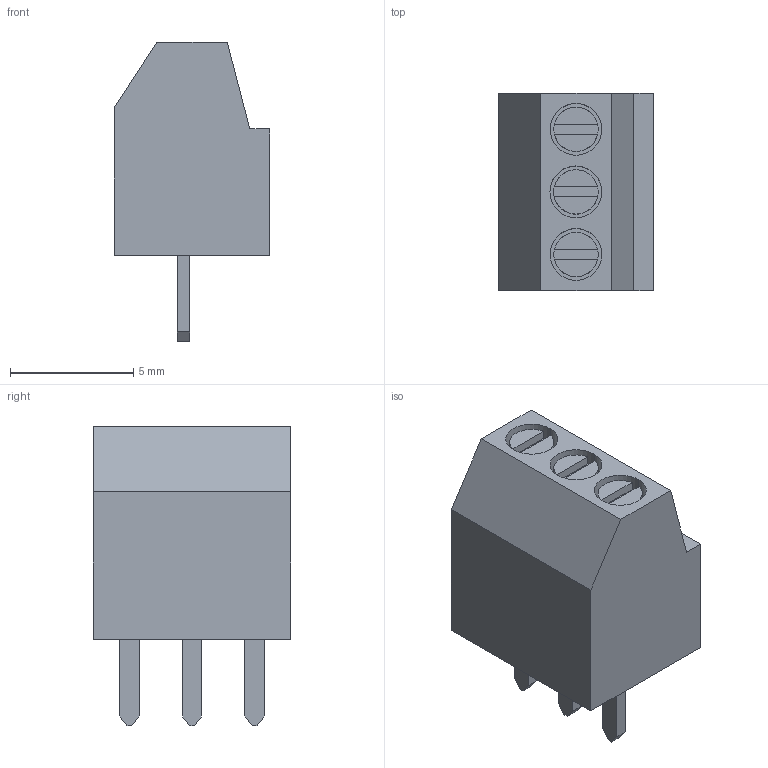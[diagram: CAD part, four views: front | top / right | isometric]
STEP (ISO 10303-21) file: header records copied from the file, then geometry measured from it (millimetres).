
FILE_DESCRIPTION (( 'STEP AP214' ), '1' );
FILE_NAME ('Part7.STEP', '2021-01-02T06:21:19', ( '' ), ( '' ), 'SwSTEP 2.0', 'SolidWorks 2020', '' );
FILE_SCHEMA (( 'AUTOMOTIVE_DESIGN' ));
Length unit declared in the file: millimetre
Products named in the file (1): Part7
Bounding box: 6.3 x 8 x 12.15 mm (x, y, z)
Volume: 328.1 mm3; surface area: 586.6 mm2
Topology: 1 solids, 1 shells, 102 faces, 243 edges, 158 vertices
Faces by surface type: plane 90, cylinder 12
Entity records: 3632 total; most frequent: CARTESIAN_POINT 564, ORIENTED_EDGE 486, DIRECTION 465, EDGE_CURVE 243, LINE 187, VECTOR 187, VERTEX_POINT 158, AXIS2_PLACEMENT_3D 139
